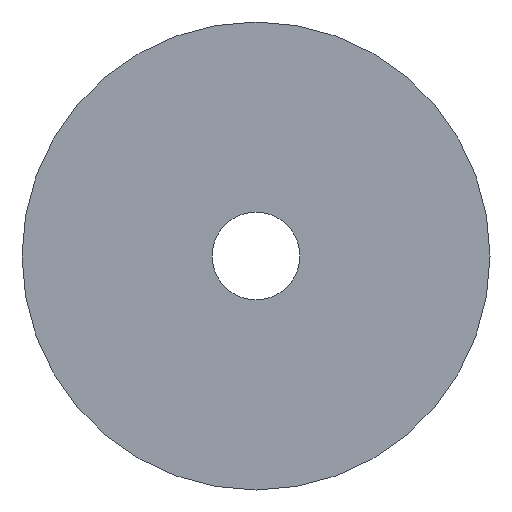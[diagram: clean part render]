
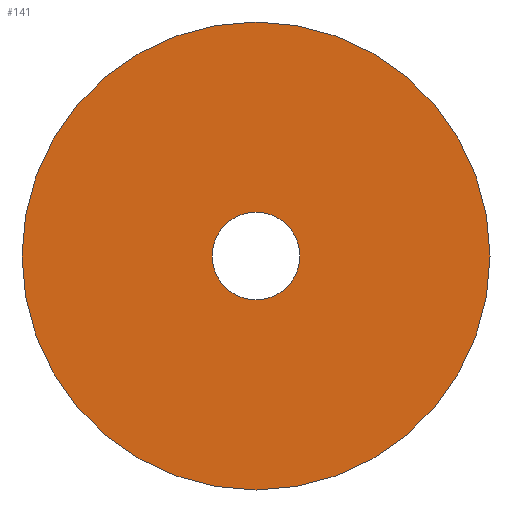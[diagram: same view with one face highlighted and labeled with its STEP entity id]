
A CAD part, front view. The second image highlights one B-rep face of the part: STEP entity #141.
In plain terms, the highlighted planar face has unit normal (0, -1, 0).
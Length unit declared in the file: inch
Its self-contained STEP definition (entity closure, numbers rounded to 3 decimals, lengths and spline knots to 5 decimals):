
#34 = DIRECTION ( 'NONE',  ( 0., 0., -1. ) ) ;
#35 = DIRECTION ( 'NONE',  ( 0., -1., 0. ) ) ;
#36 = CARTESIAN_POINT ( 'NONE',  ( 0., 0., 0. ) ) ;
#40 = DIRECTION ( 'NONE',  ( 0., 0., -1. ) ) ;
#41 = DIRECTION ( 'NONE',  ( 0., -1., 0. ) ) ;
#42 = CARTESIAN_POINT ( 'NONE',  ( 0., 0., 0. ) ) ;
#61 = DIRECTION ( 'NONE',  ( 0., 0., -1. ) ) ;
#62 = DIRECTION ( 'NONE',  ( 0., -1., 0. ) ) ;
#63 = CARTESIAN_POINT ( 'NONE',  ( 0., 0., 0. ) ) ;
#86 = CARTESIAN_POINT ( 'NONE',  ( 0., 0., 0.09375 ) ) ;
#88 = CARTESIAN_POINT ( 'NONE',  ( 0., 0., -0.09375 ) ) ;
#92 = CARTESIAN_POINT ( 'NONE',  ( 0., 0., 0.5 ) ) ;
#93 = CARTESIAN_POINT ( 'NONE',  ( 0., 0., -0.5 ) ) ;
#101 = AXIS2_PLACEMENT_3D ( 'NONE', #36, #35, #34 ) ;
#106 = AXIS2_PLACEMENT_3D ( 'NONE', #42, #41, #40 ) ;
#112 = AXIS2_PLACEMENT_3D ( 'NONE', #164, #163, #162 ) ;
#116 = AXIS2_PLACEMENT_3D ( 'NONE', #63, #62, #61 ) ;
#123 = FACE_BOUND ( 'NONE', #231, .T. ) ;
#135 = EDGE_CURVE ( 'NONE', #219, #218, #253, .T. ) ;
#141 = ADVANCED_FACE ( 'NONE', ( #296, #123 ), #165, .T. ) ;
#162 = DIRECTION ( 'NONE',  ( 0., 0., -1. ) ) ;
#163 = DIRECTION ( 'NONE',  ( 0., -1., 0. ) ) ;
#164 = CARTESIAN_POINT ( 'NONE',  ( 0., 0., 0. ) ) ;
#165 = PLANE ( 'NONE',  #112 ) ;
#183 = DIRECTION ( 'NONE',  ( 0., 0., -1. ) ) ;
#184 = DIRECTION ( 'NONE',  ( 0., -1., 0. ) ) ;
#185 = CARTESIAN_POINT ( 'NONE',  ( 0., 0., 0. ) ) ;
#195 = ORIENTED_EDGE ( 'NONE', *, *, #264, .F. ) ;
#196 = ORIENTED_EDGE ( 'NONE', *, *, #257, .F. ) ;
#197 = ORIENTED_EDGE ( 'NONE', *, *, #135, .T. ) ;
#198 = ORIENTED_EDGE ( 'NONE', *, *, #271, .T. ) ;
#218 = VERTEX_POINT ( 'NONE', #93 ) ;
#219 = VERTEX_POINT ( 'NONE', #92 ) ;
#223 = VERTEX_POINT ( 'NONE', #88 ) ;
#225 = VERTEX_POINT ( 'NONE', #86 ) ;
#230 = EDGE_LOOP ( 'NONE', ( #198, #197 ) ) ;
#231 = EDGE_LOOP ( 'NONE', ( #195, #196 ) ) ;
#253 = CIRCLE ( 'NONE', #302, 0.5 ) ;
#257 = EDGE_CURVE ( 'NONE', #225, #223, #278, .T. ) ;
#264 = EDGE_CURVE ( 'NONE', #223, #225, #281, .T. ) ;
#271 = EDGE_CURVE ( 'NONE', #218, #219, #283, .T. ) ;
#278 = CIRCLE ( 'NONE', #116, 0.09375 ) ;
#281 = CIRCLE ( 'NONE', #106, 0.09375 ) ;
#283 = CIRCLE ( 'NONE', #101, 0.5 ) ;
#296 = FACE_OUTER_BOUND ( 'NONE', #230, .T. ) ;
#302 = AXIS2_PLACEMENT_3D ( 'NONE', #185, #184, #183 ) ;
